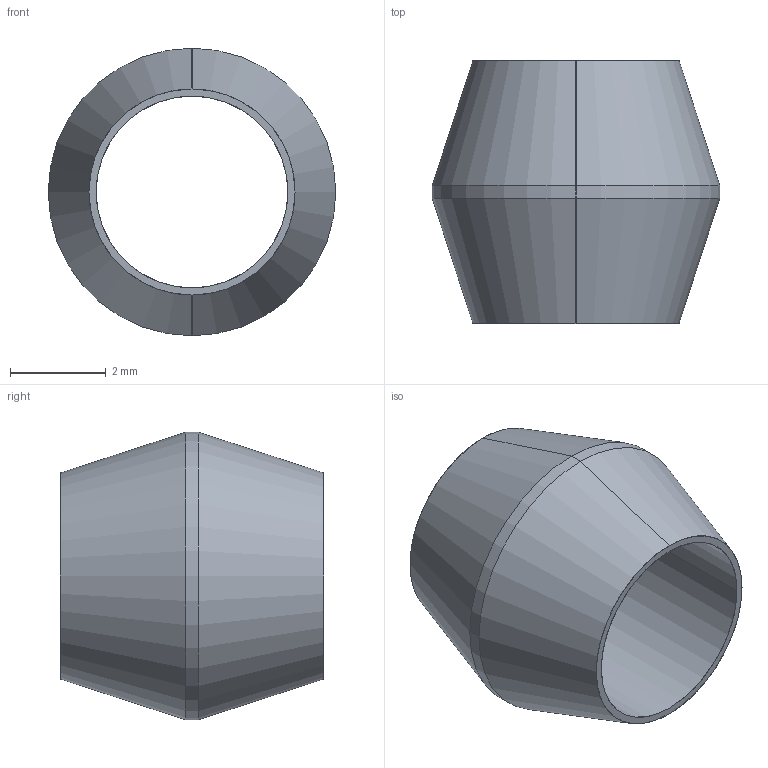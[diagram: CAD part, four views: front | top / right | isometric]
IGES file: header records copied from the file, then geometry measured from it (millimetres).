
Start section: SolidWorks IGES file using analytic representation for surfaces
Global section: file name: 107400002X100A.IGS; native system: SolidWorks 2008; preprocessor: SolidWorks 2008; author: cad05; date: 090114.174231; units: millimetre
Bounding box: 6 x 5.5 x 6 mm (x, y, z)
Surface area: 167.1 mm2 (no closed solid volume)
Topology: 0 solids, 0 shells, 10 faces, 160 edges, 160 vertices
Faces by surface type: revolution 8, bspline 2
